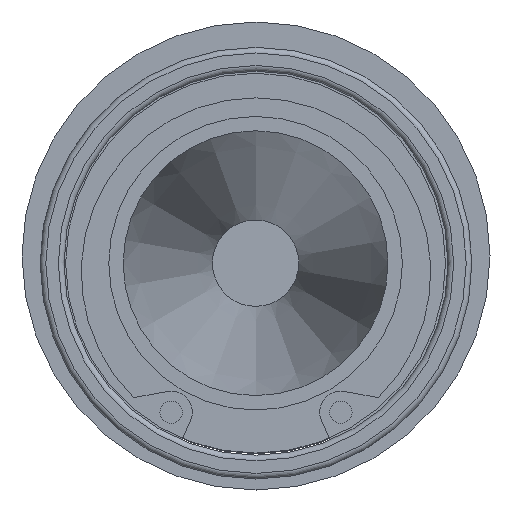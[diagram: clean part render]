
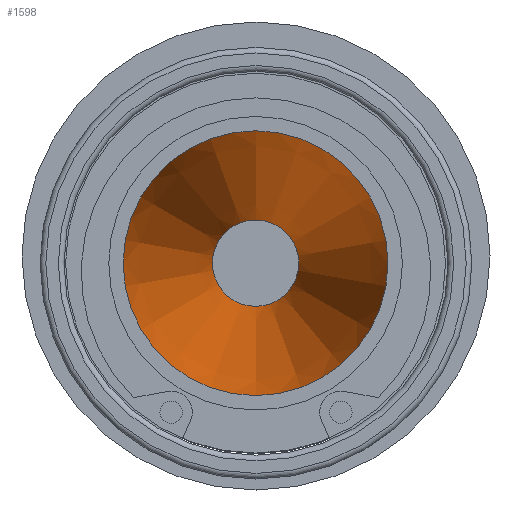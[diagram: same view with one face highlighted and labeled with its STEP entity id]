
A CAD part, front view. The second image highlights one B-rep face of the part: STEP entity #1598.
In plain terms, the highlighted conical face has half-angle 12.002 degrees and reference radius 7.747 mm.
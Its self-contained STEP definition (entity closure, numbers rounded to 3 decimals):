
#120=CONICAL_SURFACE('',#1848,7.747,0.209);
#171=LINE('',#2622,#246);
#246=VECTOR('',#2139,7.747);
#464=FACE_OUTER_BOUND('',#581,.T.);
#581=EDGE_LOOP('',(#1215,#1216,#1217,#1218));
#715=CIRCLE('',#1847,3.81);
#716=CIRCLE('',#1849,11.684);
#802=VERTEX_POINT('',#2617);
#803=VERTEX_POINT('',#2621);
#959=EDGE_CURVE('',#802,#802,#715,.T.);
#960=EDGE_CURVE('',#802,#803,#171,.T.);
#961=EDGE_CURVE('',#803,#803,#716,.T.);
#1215=ORIENTED_EDGE('',*,*,#959,.T.);
#1216=ORIENTED_EDGE('',*,*,#960,.T.);
#1217=ORIENTED_EDGE('',*,*,#961,.F.);
#1218=ORIENTED_EDGE('',*,*,#960,.F.);
#1598=ADVANCED_FACE('',(#464),#120,.F.);
#1847=AXIS2_PLACEMENT_3D('',#2619,#2135,#2136);
#1848=AXIS2_PLACEMENT_3D('',#2620,#2137,#2138);
#1849=AXIS2_PLACEMENT_3D('',#2623,#2140,#2141);
#2135=DIRECTION('center_axis',(-1.,0.,0.));
#2136=DIRECTION('ref_axis',(0.,0.,1.));
#2137=DIRECTION('center_axis',(1.,0.,0.));
#2138=DIRECTION('ref_axis',(0.,0.,1.));
#2139=DIRECTION('',(0.978,0.,-0.208));
#2140=DIRECTION('center_axis',(-1.,0.,0.));
#2141=DIRECTION('ref_axis',(0.,0.,1.));
#2617=CARTESIAN_POINT('',(7.642,0.,-3.81));
#2619=CARTESIAN_POINT('Origin',(7.642,0.,0.));
#2620=CARTESIAN_POINT('Origin',(26.16,0.,0.));
#2621=CARTESIAN_POINT('',(44.679,0.,-11.684));
#2622=CARTESIAN_POINT('',(26.16,0.,-7.747));
#2623=CARTESIAN_POINT('Origin',(44.679,0.,0.));
